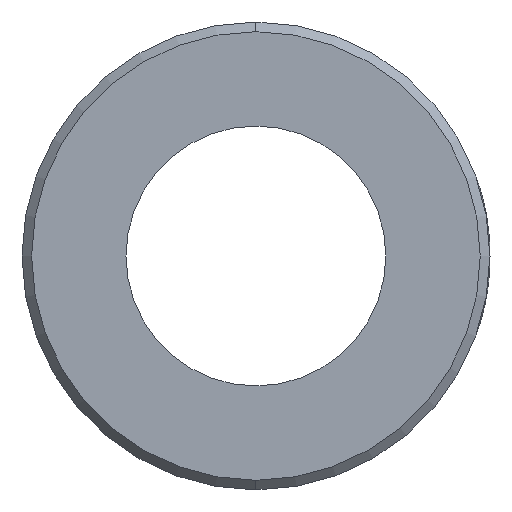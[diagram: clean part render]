
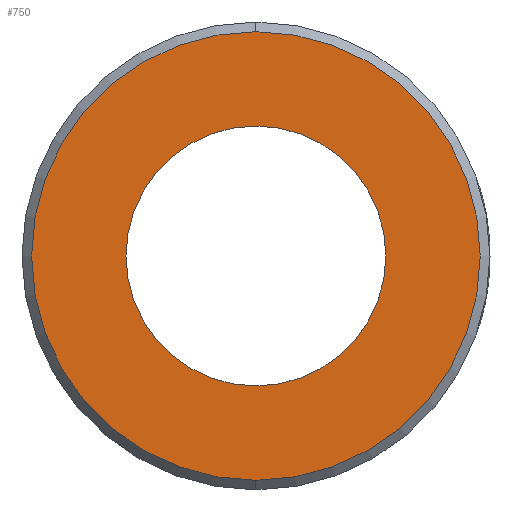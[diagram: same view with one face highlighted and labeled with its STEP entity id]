
A CAD part, front view. The second image highlights one B-rep face of the part: STEP entity #750.
In plain terms, the highlighted planar face has unit normal (0, -1, 0).
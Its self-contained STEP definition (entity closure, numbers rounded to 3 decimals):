
#20 = DIRECTION ( 'NONE',  ( 0., 0., 1. ) ) ;
#46 = CIRCLE ( 'NONE', #475, 13.807 ) ;
#93 = ORIENTED_EDGE ( 'NONE', *, *, #2419, .T. ) ;
#112 = ORIENTED_EDGE ( 'NONE', *, *, #599, .T. ) ;
#118 = AXIS2_PLACEMENT_3D ( 'NONE', #2036, #151, #331 ) ;
#151 = DIRECTION ( 'NONE',  ( 0., 1., 0. ) ) ;
#212 = EDGE_LOOP ( 'NONE', ( #404, #93 ) ) ;
#304 = VERTEX_POINT ( 'NONE', #641 ) ;
#331 = DIRECTION ( 'NONE',  ( 0., 0., 1. ) ) ;
#353 = CIRCLE ( 'NONE', #2303, 13.807 ) ;
#404 = ORIENTED_EDGE ( 'NONE', *, *, #1564, .T. ) ;
#446 = PLANE ( 'NONE',  #118 ) ;
#468 = AXIS2_PLACEMENT_3D ( 'NONE', #1141, #1889, #781 ) ;
#475 = AXIS2_PLACEMENT_3D ( 'NONE', #601, #1565, #20 ) ;
#599 = EDGE_CURVE ( 'NONE', #304, #1665, #708, .T. ) ;
#601 = CARTESIAN_POINT ( 'NONE',  ( 0., -6.8, 0. ) ) ;
#641 = CARTESIAN_POINT ( 'NONE',  ( 0., -6.8, 8. ) ) ;
#708 = CIRCLE ( 'NONE', #468, 8. ) ;
#750 = ADVANCED_FACE ( 'NONE', ( #2141, #2154 ), #446, .F. ) ;
#781 = DIRECTION ( 'NONE',  ( 0., 0., 1. ) ) ;
#791 = CIRCLE ( 'NONE', #1827, 8. ) ;
#861 = EDGE_LOOP ( 'NONE', ( #112, #1232 ) ) ;
#947 = CARTESIAN_POINT ( 'NONE',  ( 0., -6.8, 13.807 ) ) ;
#949 = EDGE_CURVE ( 'NONE', #1665, #304, #791, .T. ) ;
#1060 = VERTEX_POINT ( 'NONE', #947 ) ;
#1101 = CARTESIAN_POINT ( 'NONE',  ( 0., -6.8, 0. ) ) ;
#1141 = CARTESIAN_POINT ( 'NONE',  ( 0., -6.8, 0. ) ) ;
#1232 = ORIENTED_EDGE ( 'NONE', *, *, #949, .T. ) ;
#1481 = DIRECTION ( 'NONE',  ( 0., 0., 1. ) ) ;
#1564 = EDGE_CURVE ( 'NONE', #1060, #1895, #46, .T. ) ;
#1565 = DIRECTION ( 'NONE',  ( 0., -1., 0. ) ) ;
#1639 = CARTESIAN_POINT ( 'NONE',  ( 0., -6.8, 0. ) ) ;
#1665 = VERTEX_POINT ( 'NONE', #1762 ) ;
#1673 = DIRECTION ( 'NONE',  ( 0., -1., 0. ) ) ;
#1689 = DIRECTION ( 'NONE',  ( 0., 1., 0. ) ) ;
#1747 = CARTESIAN_POINT ( 'NONE',  ( 0., -6.8, -13.807 ) ) ;
#1762 = CARTESIAN_POINT ( 'NONE',  ( 0., -6.8, -8. ) ) ;
#1827 = AXIS2_PLACEMENT_3D ( 'NONE', #1101, #1689, #2049 ) ;
#1889 = DIRECTION ( 'NONE',  ( 0., 1., 0. ) ) ;
#1895 = VERTEX_POINT ( 'NONE', #1747 ) ;
#2036 = CARTESIAN_POINT ( 'NONE',  ( 0., -6.8, 0. ) ) ;
#2049 = DIRECTION ( 'NONE',  ( 0., 0., 1. ) ) ;
#2141 = FACE_OUTER_BOUND ( 'NONE', #212, .T. ) ;
#2154 = FACE_BOUND ( 'NONE', #861, .T. ) ;
#2303 = AXIS2_PLACEMENT_3D ( 'NONE', #1639, #1673, #1481 ) ;
#2419 = EDGE_CURVE ( 'NONE', #1895, #1060, #353, .T. ) ;
